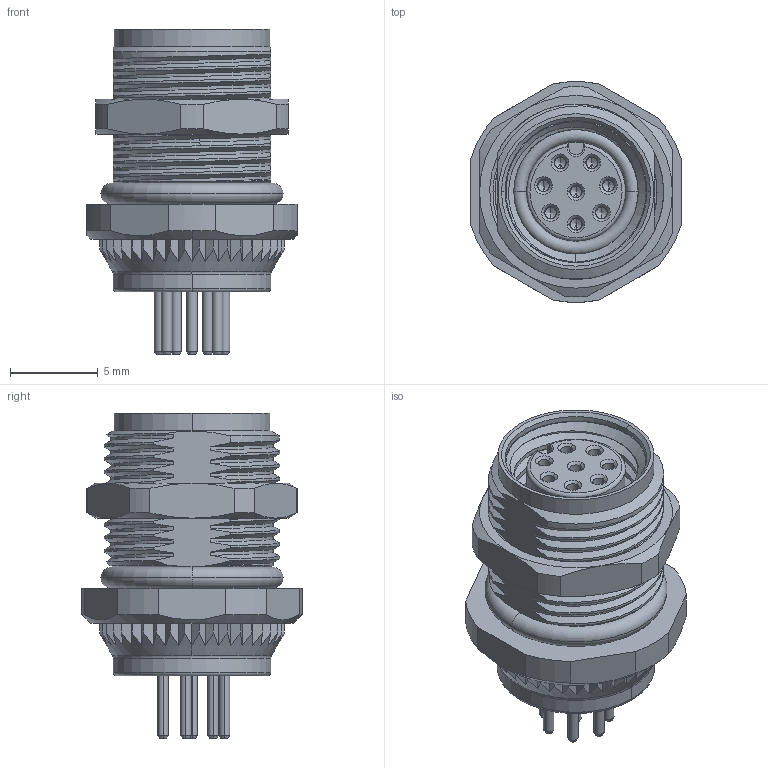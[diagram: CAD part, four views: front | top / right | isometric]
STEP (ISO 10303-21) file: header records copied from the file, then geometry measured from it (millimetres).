
FILE_DESCRIPTION((''),'2;1');
FILE_NAME('8P-K18888_D','2025-09-08T',('gongcheng16'),(''),'PRO/ENGINEER BY PARAMETRIC TECHNOLOGY CORPORATION, 2010280','PRO/ENGINEER BY PARAMETRIC TECHNOLOGY CORPORATION, 2010280','');
FILE_SCHEMA(('CONFIG_CONTROL_DESIGN'));
Products named in the file (1): 8P-K18888_D
Bounding box: 12 x 12.6 x 18.6 mm (x, y, z)
Volume: 224.2 mm3; surface area: 18744.3 mm2
Topology: 1 solids, 266 shells, 4203 faces, 14261 edges, 9900 vertices
Faces by surface type: plane 1329, bspline 1074, cylinder 1031, cone 607, torus 162
Entity records: 449859 total; most frequent: CARTESIAN_POINT 338012, ORIENTED_EDGE 24266, DIRECTION 19414, EDGE_CURVE 14241, VERTEX_POINT 9900, AXIS2_PLACEMENT_3D 7023, VECTOR 5368, LINE 5368
